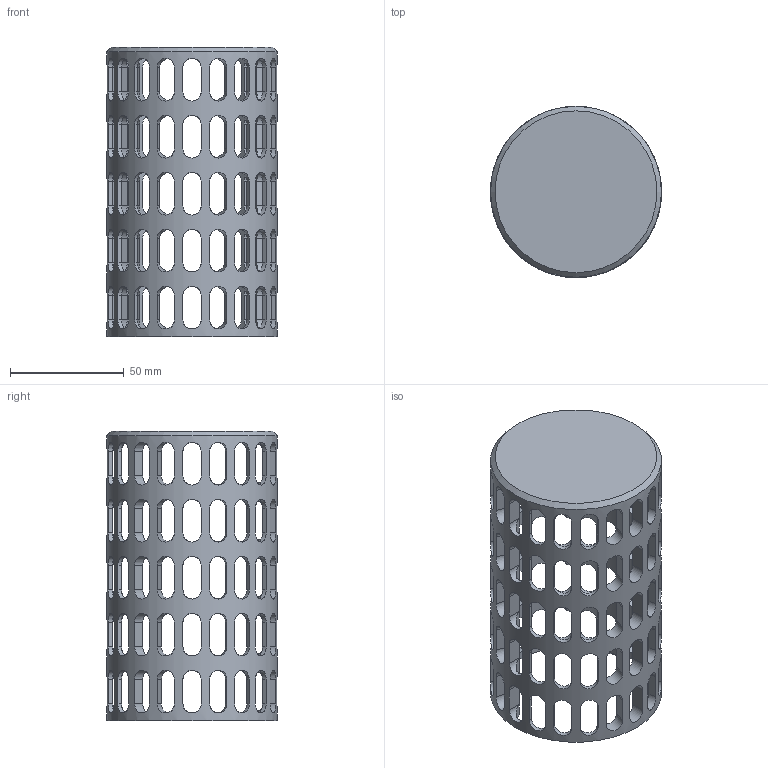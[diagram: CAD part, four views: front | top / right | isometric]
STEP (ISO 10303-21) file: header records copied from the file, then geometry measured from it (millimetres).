
FILE_DESCRIPTION(/* description */ ('STEP AP242','CAx-IF Rec.Pracs.---Representation and Presentation of Product Manufacturing Information (PMI)---4.0---2014-10-13','CAx-IF Rec.Pracs.---3D Tessellated Geometry---0.4---2014-09-14','2;1'),/* implementation_level */ '2;1');
FILE_NAME(/* name */ '68ebd8d6f39471b47fc541ad',/* time_stamp */ '2025-10-12T16:35:36Z',/* author */ (''),/* organization */ (''),/* preprocessor_version */ 'ST-DEVELOPER v20',/* originating_system */ 'ONSHAPE BY PTC INC, 1.205',/* authorisation */ ' ');
FILE_SCHEMA (('AP242_MANAGED_MODEL_BASED_3D_ENGINEERING_MIM_LF { 1 0 10303 442 1 1 4 }'));
Length unit declared in the file: metre
Products named in the file (1): B2_PROP_GUARD
Bounding box: 75 x 75 x 127 mm (x, y, z)
Volume: 58899.3 mm3; surface area: 55350 mm2
Topology: 1 solids, 1 shells, 460 faces, 1485 edges, 983 vertices
Faces by surface type: cylinder 253, plane 203, cone 4
Full cylindrical faces by diameter (mm): 75 x1
Entity records: 18074 total; most frequent: CARTESIAN_POINT 5660, ORIENTED_EDGE 2936, DIRECTION 1954, EDGE_CURVE 1468, VERTEX_POINT 973, LINE 892, VECTOR 892, EDGE_LOOP 623
